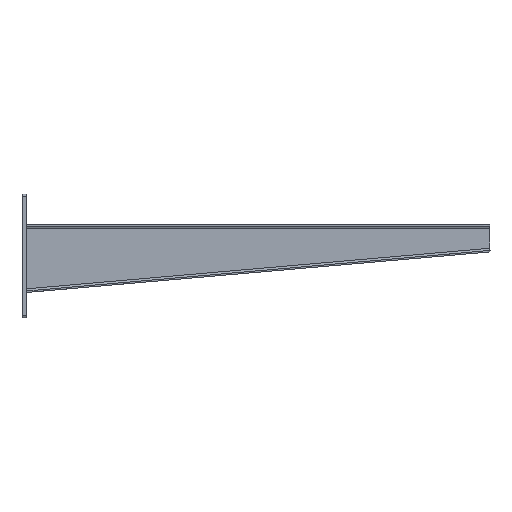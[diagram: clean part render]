
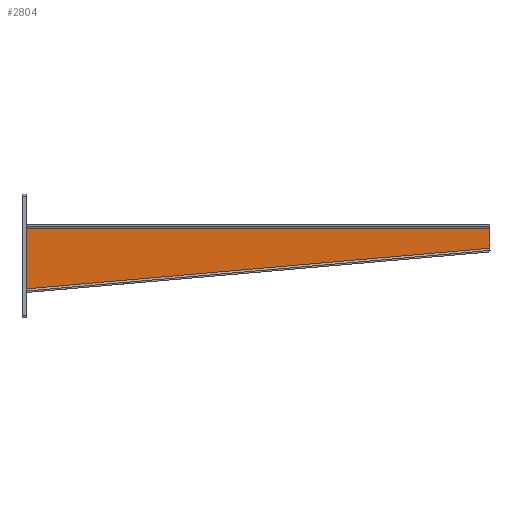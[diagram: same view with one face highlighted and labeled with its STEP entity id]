
A CAD part, top view. The second image highlights one B-rep face of the part: STEP entity #2804.
In plain terms, the highlighted planar face has unit normal (0, 0, 1).
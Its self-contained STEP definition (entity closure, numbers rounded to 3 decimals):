
#10 = EDGE_LOOP ( 'NONE', ( #2038, #2039, #2040, #2041 ) ) ;
#1653 = CARTESIAN_POINT ( 'NONE',  ( -3., 73.5, 0. ) ) ;
#1658 = DIRECTION ( 'NONE',  ( -1., 0., 0. ) ) ;
#1663 = CARTESIAN_POINT ( 'NONE',  ( -635., 40.22, 0. ) ) ;
#1670 = DIRECTION ( 'NONE',  ( 0., 1., 0. ) ) ;
#1672 = CARTESIAN_POINT ( 'NONE',  ( -624.978, -41.047, 0. ) ) ;
#1676 = DIRECTION ( 'NONE',  ( -0.996, -0.087, 0. ) ) ;
#1678 = CARTESIAN_POINT ( 'NONE',  ( -630., 73.5, 0. ) ) ;
#1687 = DIRECTION ( 'NONE',  ( 0., -1., 0. ) ) ;
#1976 = CARTESIAN_POINT ( 'NONE',  ( -635., 73.5, 0. ) ) ;
#1983 = PLANE ( 'NONE',  #2837 ) ;
#1985 = DIRECTION ( 'NONE',  ( 0., 0., -1. ) ) ;
#1986 = DIRECTION ( 'NONE',  ( -1., 0., 0. ) ) ;
#2038 = ORIENTED_EDGE ( 'NONE', *, *, #3006, .T. ) ;
#2039 = ORIENTED_EDGE ( 'NONE', *, *, #3002, .F. ) ;
#2040 = ORIENTED_EDGE ( 'NONE', *, *, #2998, .T. ) ;
#2041 = ORIENTED_EDGE ( 'NONE', *, *, #2996, .T. ) ;
#2116 = VERTEX_POINT ( 'NONE', #2537 ) ;
#2119 = VERTEX_POINT ( 'NONE', #2550 ) ;
#2123 = VERTEX_POINT ( 'NONE', #2555 ) ;
#2133 = VERTEX_POINT ( 'NONE', #2574 ) ;
#2193 = FACE_OUTER_BOUND ( 'NONE', #10, .T. ) ;
#2258 = LINE ( 'NONE', #1663, #2261 ) ;
#2260 = LINE ( 'NONE', #1653, #2265 ) ;
#2261 = VECTOR ( 'NONE', #1658, 1000. ) ;
#2265 = VECTOR ( 'NONE', #1670, 1000. ) ;
#2268 = LINE ( 'NONE', #1672, #2273 ) ;
#2273 = VECTOR ( 'NONE', #1676, 1000. ) ;
#2275 = LINE ( 'NONE', #1678, #2280 ) ;
#2280 = VECTOR ( 'NONE', #1687, 1000. ) ;
#2537 = CARTESIAN_POINT ( 'NONE',  ( -630., -41.486, 0. ) ) ;
#2550 = CARTESIAN_POINT ( 'NONE',  ( -3., 13.369, 0. ) ) ;
#2555 = CARTESIAN_POINT ( 'NONE',  ( -630., 40.22, 0. ) ) ;
#2574 = CARTESIAN_POINT ( 'NONE',  ( -3., 40.22, 0. ) ) ;
#2804 = ADVANCED_FACE ( 'NONE', ( #2193 ), #1983, .F. ) ;
#2837 = AXIS2_PLACEMENT_3D ( 'NONE', #1976, #1985, #1986 ) ;
#2996 = EDGE_CURVE ( 'NONE', #2133, #2123, #2258, .T. ) ;
#2998 = EDGE_CURVE ( 'NONE', #2119, #2133, #2260, .T. ) ;
#3002 = EDGE_CURVE ( 'NONE', #2119, #2116, #2268, .T. ) ;
#3006 = EDGE_CURVE ( 'NONE', #2123, #2116, #2275, .T. ) ;
